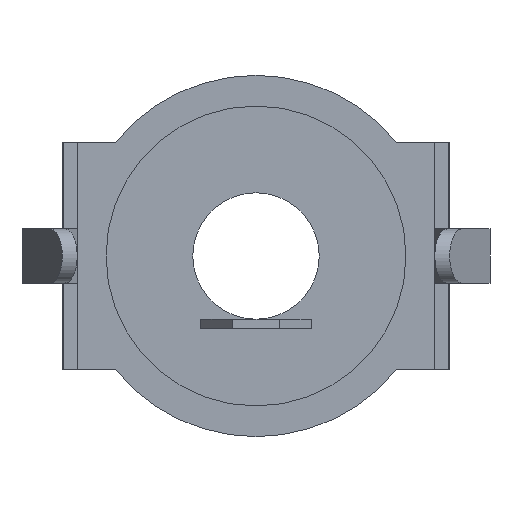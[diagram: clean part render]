
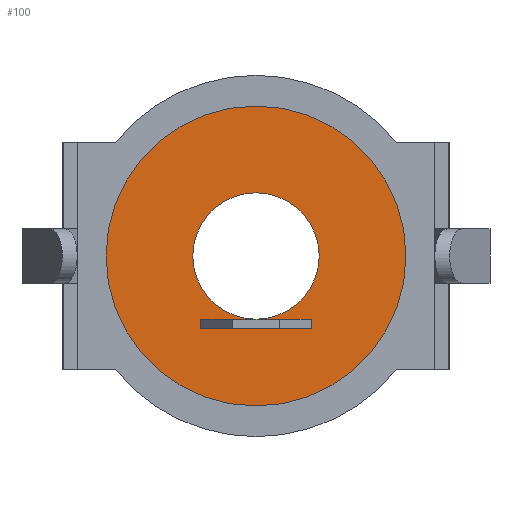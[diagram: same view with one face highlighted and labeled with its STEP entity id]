
A CAD part, left-side view. The second image highlights one B-rep face of the part: STEP entity #100.
In plain terms, the highlighted planar face has unit normal (-1, 0, 0).
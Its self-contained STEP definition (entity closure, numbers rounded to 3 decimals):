
#100=ADVANCED_FACE('NONE',(#246,#247),#248,.F.);
#246=FACE_OUTER_BOUND('',#445,.T.);
#247=FACE_BOUND('',#446,.T.);
#248=PLANE('',#447);
#445=EDGE_LOOP('',(#656,#657));
#446=EDGE_LOOP('',(#658,#659,#660,#661,#662,#663,#664));
#447=AXIS2_PLACEMENT_3D('',#665,#666,#667);
#656=ORIENTED_EDGE('',*,*,#1182,.T.);
#657=ORIENTED_EDGE('',*,*,#1183,.T.);
#658=ORIENTED_EDGE('',*,*,#1184,.F.);
#659=ORIENTED_EDGE('',*,*,#1185,.F.);
#660=ORIENTED_EDGE('',*,*,#1186,.F.);
#661=ORIENTED_EDGE('',*,*,#1187,.F.);
#662=ORIENTED_EDGE('',*,*,#1188,.F.);
#663=ORIENTED_EDGE('',*,*,#1189,.T.);
#664=ORIENTED_EDGE('',*,*,#1190,.T.);
#665=CARTESIAN_POINT('',(9.975,0.0,0.0));
#666=DIRECTION('',(1.0,0.0,0.0));
#667=DIRECTION('',(0.0,1.0,-0.0));
#1182=EDGE_CURVE('NONE',#1413,#1414,#1415,.T.);
#1183=EDGE_CURVE('NONE',#1414,#1413,#1416,.T.);
#1184=EDGE_CURVE('NONE',#1417,#1418,#1419,.T.);
#1185=EDGE_CURVE('NONE',#1420,#1417,#1421,.T.);
#1186=EDGE_CURVE('NONE',#1422,#1420,#1423,.T.);
#1187=EDGE_CURVE('NONE',#1424,#1422,#1425,.T.);
#1188=EDGE_CURVE('NONE',#1418,#1424,#1426,.T.);
#1189=EDGE_CURVE('NONE',#1418,#1427,#1428,.T.);
#1190=EDGE_CURVE('NONE',#1427,#1418,#1429,.T.);
#1413=VERTEX_POINT('NONE',#1731);
#1414=VERTEX_POINT('NONE',#1732);
#1415=CIRCLE('',#1733,4.15);
#1416=CIRCLE('',#1734,4.15);
#1417=VERTEX_POINT('NONE',#1735);
#1418=VERTEX_POINT('NONE',#1736);
#1419=LINE('',#1737,#1738);
#1420=VERTEX_POINT('NONE',#1739);
#1421=LINE('',#1740,#1741);
#1422=VERTEX_POINT('NONE',#1742);
#1423=LINE('',#1743,#1744);
#1424=VERTEX_POINT('NONE',#1745);
#1425=LINE('',#1746,#1747);
#1426=LINE('',#1748,#1749);
#1427=VERTEX_POINT('NONE',#1750);
#1428=CIRCLE('',#1751,1.75);
#1429=CIRCLE('',#1752,1.75);
#1731=CARTESIAN_POINT('',(9.975,0.0,4.15));
#1732=CARTESIAN_POINT('',(9.975,0.,-4.15));
#1733=AXIS2_PLACEMENT_3D('',#2169,#2170,#2171);
#1734=AXIS2_PLACEMENT_3D('',#2172,#2173,#2174);
#1735=CARTESIAN_POINT('',(9.975,-1.53,-1.75));
#1736=CARTESIAN_POINT('',(9.975,0.0,-1.75));
#1737=CARTESIAN_POINT('',(9.975,-1.53,-1.75));
#1738=VECTOR('',#2175,1000.0);
#1739=CARTESIAN_POINT('',(9.975,-1.53,-2.0));
#1740=CARTESIAN_POINT('',(9.975,-1.53,-1.75));
#1741=VECTOR('',#2176,1000.0);
#1742=CARTESIAN_POINT('',(9.975,1.53,-2.0));
#1743=CARTESIAN_POINT('',(9.975,1.53,-2.0));
#1744=VECTOR('',#2177,1000.0);
#1745=CARTESIAN_POINT('',(9.975,1.53,-1.75));
#1746=CARTESIAN_POINT('',(9.975,1.53,-1.75));
#1747=VECTOR('',#2178,1000.0);
#1748=CARTESIAN_POINT('',(9.975,-1.53,-1.75));
#1749=VECTOR('',#2179,1000.0);
#1750=CARTESIAN_POINT('',(9.975,0.0,1.75));
#1751=AXIS2_PLACEMENT_3D('',#2180,#2181,#2182);
#1752=AXIS2_PLACEMENT_3D('',#2183,#2184,#2185);
#2169=CARTESIAN_POINT('',(9.975,0.0,0.0));
#2170=DIRECTION('',(-1.0,0.0,0.0));
#2171=DIRECTION('',(0.0,0.0,1.0));
#2172=CARTESIAN_POINT('',(9.975,0.0,0.0));
#2173=DIRECTION('',(-1.0,0.0,0.0));
#2174=DIRECTION('',(0.0,0.0,1.0));
#2175=DIRECTION('',(0.0,1.0,0.0));
#2176=DIRECTION('',(-0.0,-0.0,1.0));
#2177=DIRECTION('',(0.0,-1.0,0.0));
#2178=DIRECTION('',(0.0,0.0,-1.0));
#2179=DIRECTION('',(0.0,1.0,0.0));
#2180=CARTESIAN_POINT('',(9.975,0.0,0.0));
#2181=DIRECTION('',(1.0,0.0,0.0));
#2182=DIRECTION('',(0.0,0.0,-1.0));
#2183=CARTESIAN_POINT('',(9.975,0.0,0.0));
#2184=DIRECTION('',(1.0,0.0,0.0));
#2185=DIRECTION('',(0.0,0.0,-1.0));
